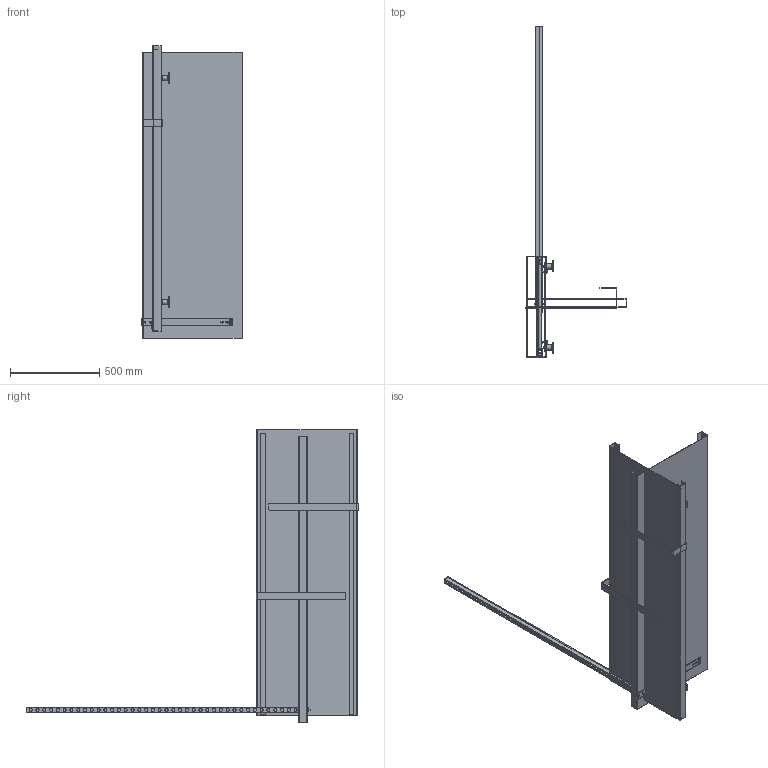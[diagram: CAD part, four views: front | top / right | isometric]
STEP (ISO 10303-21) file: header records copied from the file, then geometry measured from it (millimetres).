
FILE_DESCRIPTION( ( 'Unknown' ), '1' );
FILE_NAME( 'WALL.stp', 'Unknown', ( 'Unknown' ), ( 'Unknown' ), 'PSStep 10.1', 'Unknown', ' ' );
FILE_SCHEMA( ( 'AUTOMOTIVE_DESIGN { 1 0 10303 214 1 1 1 1 }' ) );
Length unit declared in the file: millimetre
Products named in the file (21): Mocowanie Szerokie L40; p³yta kpl; Assem1; AD-WALL; p³yta monta¿owa; p³yta monta¿owa-oa0; ³aczni  tylny; ³aczni  tylny-oa1; plyta glówna; MOCOWANIE SZEROKIE L40-01; MOCOWANIE FASOLKA; MOCOWANIE TALERZYK; kolektor AD-WALL; mufka; zaslepka_AD; rurka 500; sruba_M6x25; wieszak; wieszak-oa2; element dociskaj¹cy; MOCOWANIE WALL  L40-01
Bounding box: 567.98 x 1857 x 1636.31 mm (x, y, z)
Volume: 13024448.8 mm3; surface area: 14364690.7 mm2
Topology: 154 solids, 154 shells, 1750 faces, 4194 edges, 2781 vertices
Faces by surface type: cylinder 654, plane 653, cone 415, torus 28
Full cylindrical faces by diameter (mm): 4.917 x18, 6 x5, 6.647 x12, 8 x5, 8.376 x24, 9 x5, 10 x8, 17.5 x205, 17.6 x83, 18.631 x9, 19 x5, 20 x88, 22 x6, 22.7 x6, 23 x6, 25 x14, 29 x6, 29.2 x6, 30 x6, 60 x6
Entity records: 10143 total; most frequent: CARTESIAN_POINT 1578, DIRECTION 1387, ORIENTED_EDGE 1014, AXIS2_PLACEMENT_3D 573, EDGE_CURVE 507, EDGE_LOOP 489, VERTEX_POINT 392, FACE_OUTER_BOUND 331
